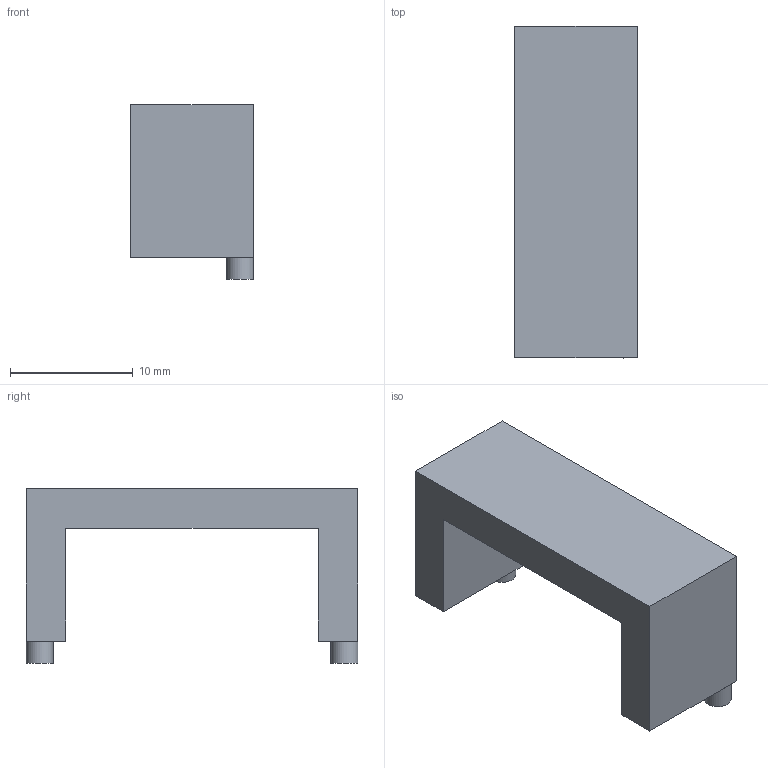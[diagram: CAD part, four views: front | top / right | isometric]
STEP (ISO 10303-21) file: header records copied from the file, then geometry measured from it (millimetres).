
FILE_DESCRIPTION(('FreeCAD Model'),'2;1');
FILE_NAME('Open CASCADE Shape Model','2022-11-27T18:32:30',('Author'),( ''),'Open CASCADE STEP processor 7.5','FreeCAD','Unknown');
FILE_SCHEMA(('AUTOMOTIVE_DESIGN { 1 0 10303 214 1 1 1 1 }'));
Length unit declared in the file: millimetre
Products named in the file (1): DBG8 CON - Body002
Bounding box: 10 x 27 x 14.21 mm (x, y, z)
Volume: 1453.7 mm3; surface area: 1323.6 mm2
Topology: 1 solids, 1 shells, 26 faces, 60 edges, 38 vertices
Faces by surface type: plane 24, cylinder 2
Full cylindrical faces by diameter (mm): 2.2 x2
Entity records: 746 total; most frequent: CARTESIAN_POINT 125, DIRECTION 120, ORIENTED_EDGE 120, EDGE_CURVE 60, LINE 54, VECTOR 54, VERTEX_POINT 38, AXIS2_PLACEMENT_3D 33
